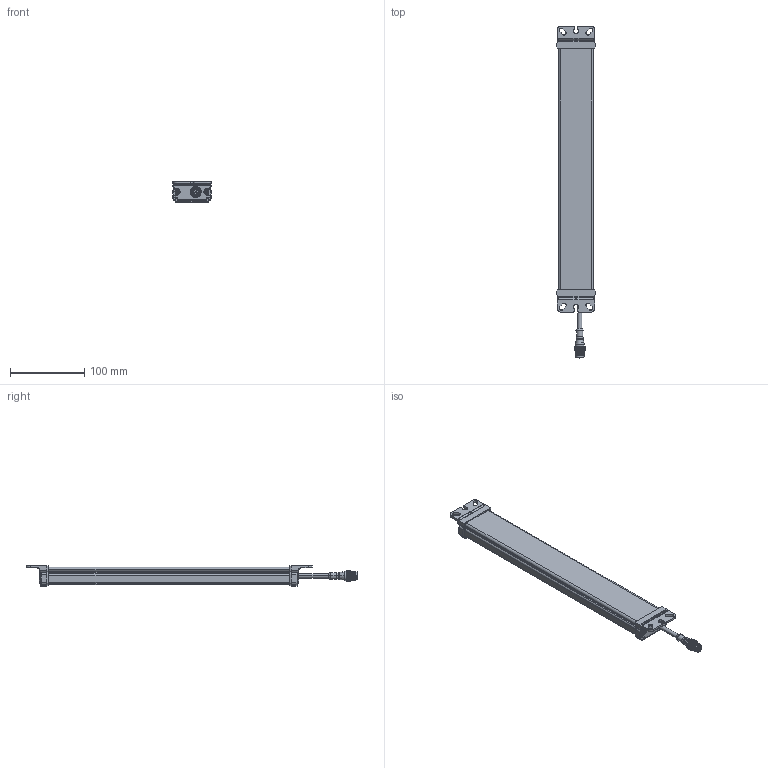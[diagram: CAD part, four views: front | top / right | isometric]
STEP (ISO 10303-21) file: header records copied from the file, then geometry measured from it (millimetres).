
FILE_DESCRIPTION((''),'2;1');
FILE_NAME('243470_SM01_ASM','2024-08-27T14:11:44',('banengservice'),('BANNER ENGINEERING'),'CREO PARAMETRIC BY PTC INC, 2022414','CREO PARAMETRIC BY PTC INC, 2022414','');
FILE_SCHEMA(('CONFIG_CONTROL_DESIGN'));
Products named in the file (2): 243470_EP01; 243470_SM01_ASM
Assembly tree (1 placements, depth 2):
  243470_SM01_ASM
    243470_EP01
Bounding box: 51.35 x 447.1 x 27.67 mm (x, y, z)
Volume: 385398.8 mm3; surface area: 128874.3 mm2
Topology: 1 solids, 6 shells, 2858 faces, 6613 edges, 3797 vertices
Faces by surface type: bspline 1470, cylinder 807, plane 445, cone 78, torus 38, sphere 18, revolution 2
Entity records: 124102 total; most frequent: CARTESIAN_POINT 72267, ORIENTED_EDGE 13206, EDGE_CURVE 6603, DIRECTION 6243, B_SPLINE_CURVE_WITH_KNOTS 4072, VERTEX_POINT 3797, EDGE_LOOP 2908, FACE_OUTER_BOUND 2858
